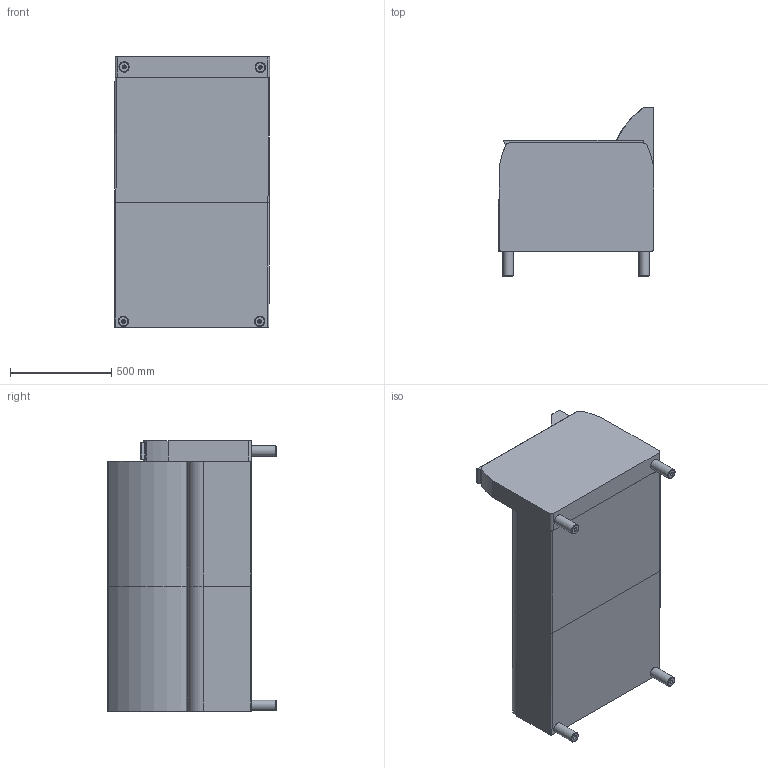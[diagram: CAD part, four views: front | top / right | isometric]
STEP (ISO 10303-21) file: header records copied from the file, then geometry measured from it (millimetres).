
FILE_DESCRIPTION(/* description */ (''),/* implementation_level */ '2;1');
FILE_NAME(/* name */ 'AS22RU.stp',/* time_stamp */ '2015-03-09T08:37:17-04:00',/* author */ ('jbosley'),/* organization */ (''),/* preprocessor_version */ 'ST-DEVELOPER v15.6',/* originating_system */ 'Autodesk Inventor 2015',/* authorisation */ '');
FILE_SCHEMA (('AUTOMOTIVE_DESIGN { 1 0 10303 214 3 1 1 }'));
Length unit declared in the file: inch
Products named in the file (6): AS10 UBASE; AS20 UBASE; AS12 AC UARMR-2; LEG RD2X5 PLT; DIA10 MAC FLAT; AS22RU
Bounding box: 765.56 x 829.95 x 1335.53 mm (x, y, z)
Volume: 421258139.4 mm3; surface area: 6040834.4 mm2
Topology: 8 solids, 8 shells, 85 faces, 187 edges, 122 vertices
Faces by surface type: cylinder 39, plane 38, torus 6, bspline 2
Full cylindrical faces by diameter (mm): 7.938 x4, 19.05 x4, 50.8 x4
Entity records: 1810 total; most frequent: CARTESIAN_POINT 488, DIRECTION 277, ORIENTED_EDGE 228, EDGE_CURVE 114, AXIS2_PLACEMENT_3D 108, VERTEX_POINT 77, LINE 61, VECTOR 61
